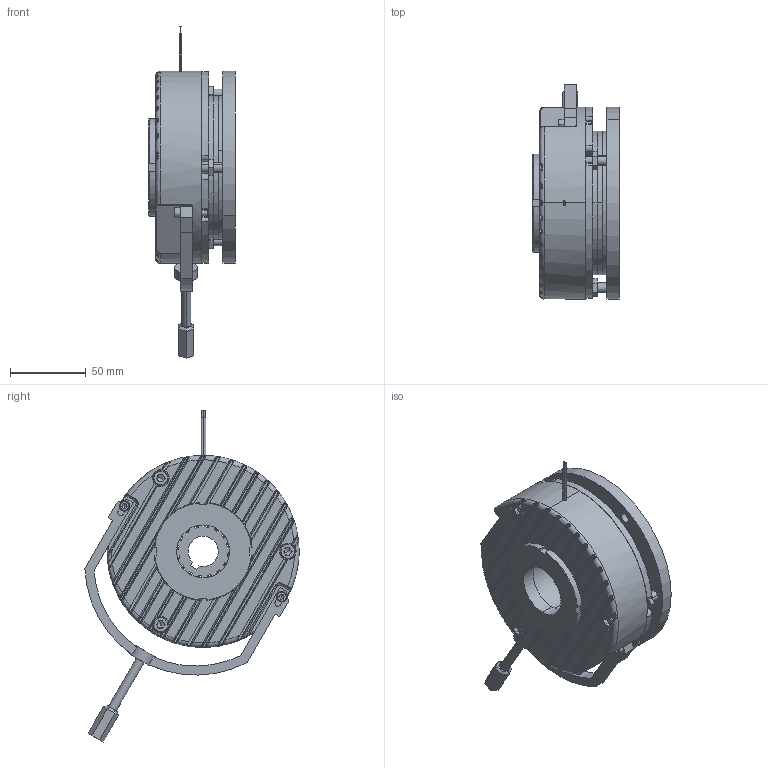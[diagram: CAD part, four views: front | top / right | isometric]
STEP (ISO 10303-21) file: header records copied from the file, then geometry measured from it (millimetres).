
FILE_DESCRIPTION (( 'STEP AP203' ), '1' );
FILE_NAME ('500_MSEB_WebAssy.STEP', '2020-07-16T11:29:18', ( '' ), ( '' ), 'SwSTEP 2.0', 'SolidWorks 2020', '' );
FILE_SCHEMA (( 'CONFIG_CONTROL_DESIGN' ));
Length unit declared in the file: inch
Products named in the file (1): 500_MSEB_WebAssy
Bounding box: 57 x 141.71 x 219.58 mm (x, y, z)
Volume: 473731.6 mm3; surface area: 175185.4 mm2
Topology: 20 solids, 20 shells, 977 faces, 2518 edges, 1592 vertices
Faces by surface type: cylinder 424, plane 303, cone 107, bspline 96, torus 47
Entity records: 35631 total; most frequent: CARTESIAN_POINT 12316, ORIENTED_EDGE 5016, DIRECTION 4799, EDGE_CURVE 2508, AXIS2_PLACEMENT_3D 1928, VERTEX_POINT 1592, EDGE_LOOP 1060, CIRCLE 1046
